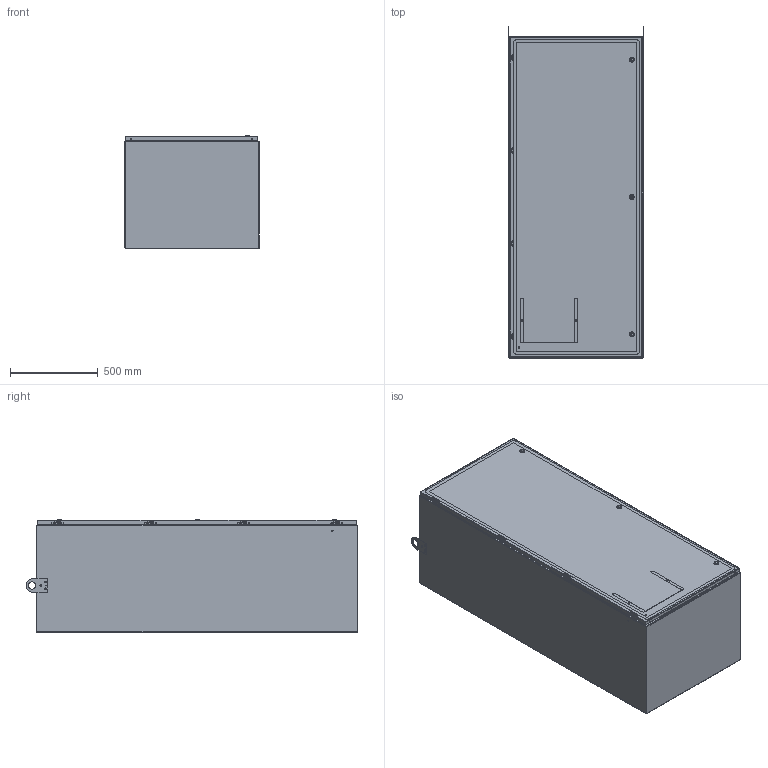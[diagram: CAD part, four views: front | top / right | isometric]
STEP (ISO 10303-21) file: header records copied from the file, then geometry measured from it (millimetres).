
FILE_DESCRIPTION (( 'STEP AP203' ), '1' );
FILE_NAME ('SCE-72EL3024LPLG.step', '2021-02-09T18:15:56', ( 'ADC123' ), ( 'Microsoft' ), 'SwSTEP 2.0', 'SolidWorks 2019', '' );
FILE_SCHEMA (( 'CONFIG_CONTROL_DESIGN' ));
Products named in the file (1): SCE-72EL3024LPLG
Bounding box: 768.65 x 1887.47 x 640.85 mm (x, y, z)
Surface area: 15647085.2 mm2 (no closed solid volume)
Topology: 0 solids, 97 shells, 4639 faces, 11943 edges, 7480 vertices
Faces by surface type: plane 2133, cylinder 1308, bspline 1044, cone 118, torus 36
Full cylindrical faces by diameter (mm): 1.016 x4, 3.454 x4, 3.962 x4, 3.978 x4, 4.318 x12, 4.369 x8, 4.775 x2, 4.978 x16, 5 x3, 5.182 x8, 5.207 x8, 5.232 x8, 5.5 x3, 5.537 x4, 6.096 x8, 6.198 x8, 6.299 x4, 6.35 x8, 6.363 x2, 6.756 x12, 7.137 x4, 7.874 x6, 7.925 x12, 8.433 x6, 9.296 x6, 9.322 x6, 9.525 x8, 9.55 x6, 9.652 x4, 9.9 x3
Entity records: 193858 total; most frequent: CARTESIAN_POINT 93349, ORIENTED_EDGE 22127, DIRECTION 18028, EDGE_CURVE 11076, VERTEX_POINT 7262, AXIS2_PLACEMENT_3D 6306, EDGE_LOOP 5524, VECTOR 5416
